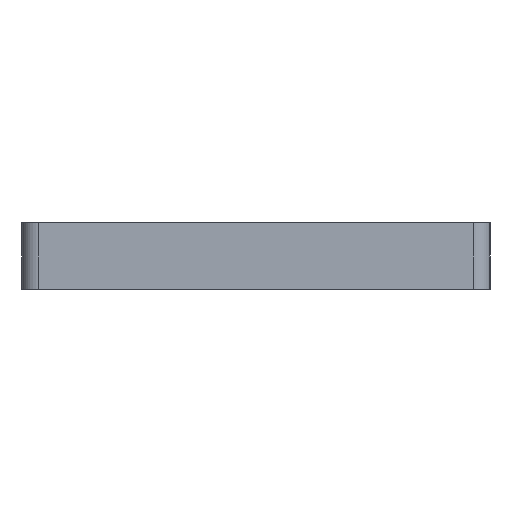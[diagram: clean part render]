
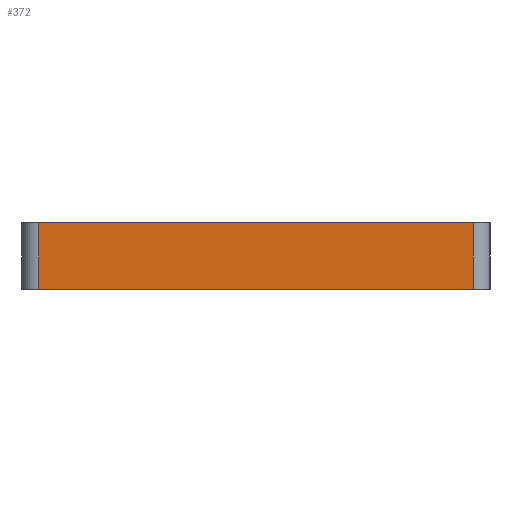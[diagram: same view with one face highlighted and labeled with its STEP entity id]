
A CAD part, left-side view. The second image highlights one B-rep face of the part: STEP entity #372.
In plain terms, the highlighted planar face has unit normal (-1, 0, 0).
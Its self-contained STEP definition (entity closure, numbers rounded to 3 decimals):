
#13 = LINE ( 'NONE', #409, #82 ) ;
#55 = DIRECTION ( 'NONE',  ( 0., 0., 1. ) ) ;
#82 = VECTOR ( 'NONE', #1255, 1000. ) ;
#127 = EDGE_CURVE ( 'NONE', #1294, #250, #13, .T. ) ;
#233 = CARTESIAN_POINT ( 'NONE',  ( -150., 28., -19. ) ) ;
#250 = VERTEX_POINT ( 'NONE', #1674 ) ;
#294 = DIRECTION ( 'NONE',  ( 0., 0., -1. ) ) ;
#329 = AXIS2_PLACEMENT_3D ( 'NONE', #1318, #416, #1441 ) ;
#372 = ADVANCED_FACE ( 'NONE', ( #1054 ), #408, .F. ) ;
#387 = VECTOR ( 'NONE', #608, 1000. ) ;
#408 = PLANE ( 'NONE',  #329 ) ;
#409 = CARTESIAN_POINT ( 'NONE',  ( -150., 28., -15. ) ) ;
#416 = DIRECTION ( 'NONE',  ( 1., 0., 0. ) ) ;
#561 = LINE ( 'NONE', #1238, #1444 ) ;
#608 = DIRECTION ( 'NONE',  ( 0., -1., 0. ) ) ;
#653 = CARTESIAN_POINT ( 'NONE',  ( -150., 1., -19. ) ) ;
#712 = ORIENTED_EDGE ( 'NONE', *, *, #1376, .T. ) ;
#716 = CARTESIAN_POINT ( 'NONE',  ( -150., 1., 17. ) ) ;
#721 = EDGE_CURVE ( 'NONE', #1395, #1194, #1026, .T. ) ;
#833 = LINE ( 'NONE', #716, #911 ) ;
#891 = ORIENTED_EDGE ( 'NONE', *, *, #1406, .T. ) ;
#911 = VECTOR ( 'NONE', #55, 1000. ) ;
#998 = EDGE_LOOP ( 'NONE', ( #1440, #891, #1669, #712 ) ) ;
#1026 = LINE ( 'NONE', #233, #387 ) ;
#1054 = FACE_OUTER_BOUND ( 'NONE', #998, .T. ) ;
#1194 = VERTEX_POINT ( 'NONE', #653 ) ;
#1238 = CARTESIAN_POINT ( 'NONE',  ( -150., 27., -19. ) ) ;
#1255 = DIRECTION ( 'NONE',  ( 0., -1., 0. ) ) ;
#1294 = VERTEX_POINT ( 'NONE', #1447 ) ;
#1318 = CARTESIAN_POINT ( 'NONE',  ( -150., 28., 17. ) ) ;
#1352 = CARTESIAN_POINT ( 'NONE',  ( -150., 27., -19. ) ) ;
#1376 = EDGE_CURVE ( 'NONE', #1294, #1395, #561, .T. ) ;
#1395 = VERTEX_POINT ( 'NONE', #1352 ) ;
#1406 = EDGE_CURVE ( 'NONE', #1194, #250, #833, .T. ) ;
#1440 = ORIENTED_EDGE ( 'NONE', *, *, #721, .T. ) ;
#1441 = DIRECTION ( 'NONE',  ( 0., 0., -1. ) ) ;
#1444 = VECTOR ( 'NONE', #294, 1000. ) ;
#1447 = CARTESIAN_POINT ( 'NONE',  ( -150., 27., -15. ) ) ;
#1669 = ORIENTED_EDGE ( 'NONE', *, *, #127, .F. ) ;
#1674 = CARTESIAN_POINT ( 'NONE',  ( -150., 1., -15. ) ) ;
